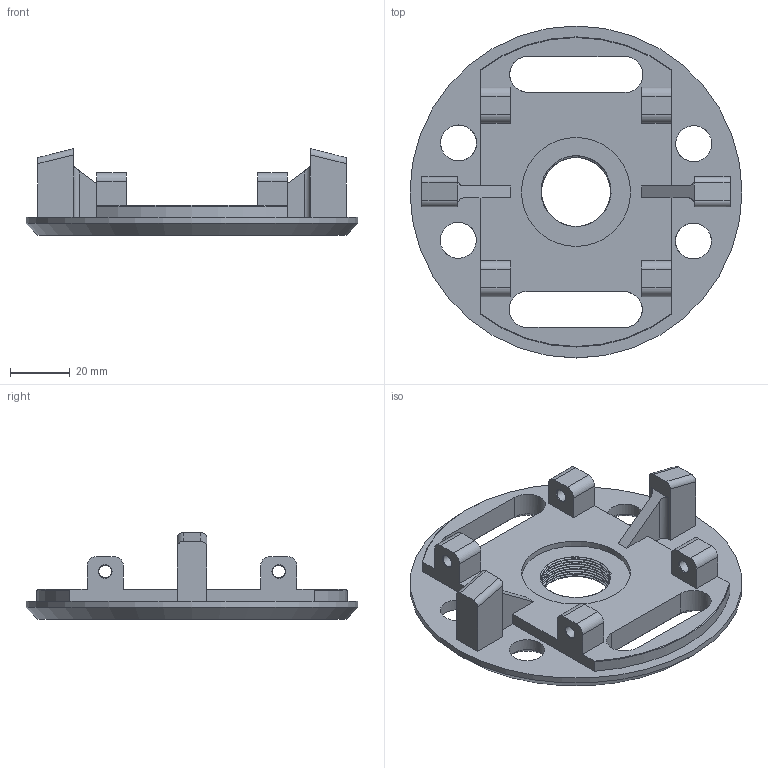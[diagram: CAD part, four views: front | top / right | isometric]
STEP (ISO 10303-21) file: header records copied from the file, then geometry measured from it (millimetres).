
FILE_DESCRIPTION(/* description */ (''),/* implementation_level */ '2;1');
FILE_NAME(/* name */ 'Repre disque v80.step',/* time_stamp */ '2024-03-25T04:03:12+01:00',/* author */ (''),/* organization */ (''),/* preprocessor_version */ 'ST-DEVELOPER v20',/* originating_system */ 'Autodesk Translation Framework v12.20.1.177',/* authorisation */ '');
FILE_SCHEMA (('AUTOMOTIVE_DESIGN { 1 0 10303 214 3 1 1 }'));
Length unit declared in the file: millimetre
Products named in the file (1): Repère disque
Bounding box: 110.9 x 110.9 x 29 mm (x, y, z)
Volume: 69167.7 mm3; surface area: 26700.2 mm2
Topology: 1 solids, 1 shells, 151 faces, 417 edges, 267 vertices
Faces by surface type: plane 58, cylinder 50, cone 41, bspline 2
Full cylindrical faces by diameter (mm): 4.2 x4, 12 x4, 23.035 x7, 24.157 x7, 36.4 x1, 110.9 x1
Entity records: 7161 total; most frequent: CARTESIAN_POINT 3248, ORIENTED_EDGE 834, DIRECTION 802, EDGE_CURVE 417, AXIS2_PLACEMENT_3D 305, VERTEX_POINT 267, LINE 192, VECTOR 192
